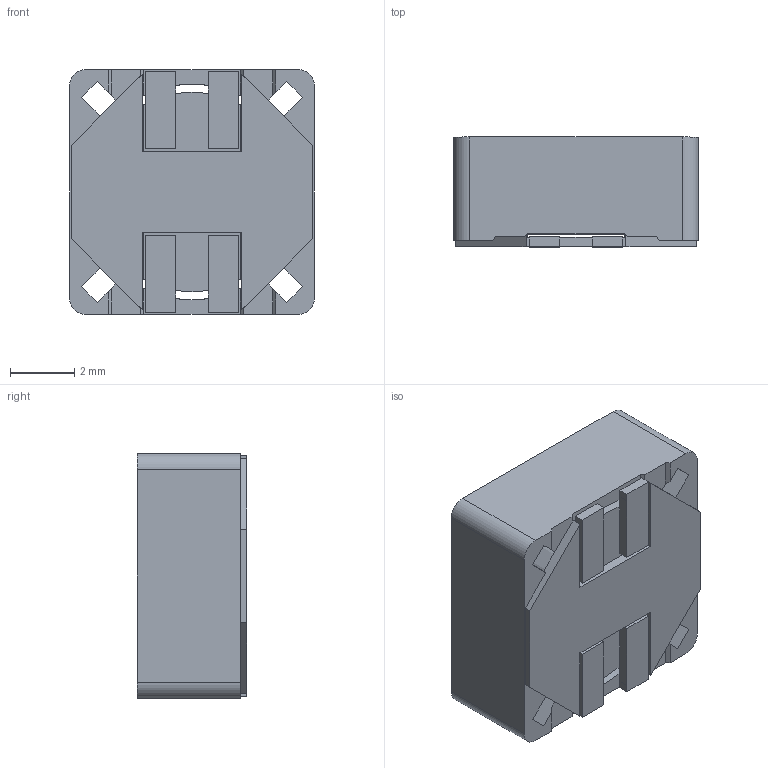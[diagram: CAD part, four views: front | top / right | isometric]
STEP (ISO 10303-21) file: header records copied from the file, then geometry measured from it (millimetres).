
FILE_DESCRIPTION((''),'2;1');
FILE_NAME('SRF0703','2012-08-01T',('ryans'),('Bourns, Inc.'),'PRO/ENGINEER BY PARAMETRIC TECHNOLOGY CORPORATION, 2010100','PRO/ENGINEER BY PARAMETRIC TECHNOLOGY CORPORATION, 2010100','');
FILE_SCHEMA(('CONFIG_CONTROL_DESIGN'));
Length unit declared in the file: millimetre
Products named in the file (1): SRF0703
Bounding box: 7.6 x 3.4 x 7.6 mm (x, y, z)
Volume: 163 mm3; surface area: 406.1 mm2
Topology: 5 solids, 5 shells, 95 faces, 282 edges, 184 vertices
Faces by surface type: plane 85, cylinder 10
Entity records: 3187 total; most frequent: CARTESIAN_POINT 566, ORIENTED_EDGE 564, DIRECTION 500, EDGE_CURVE 282, VECTOR 246, LINE 246, VERTEX_POINT 184, AXIS2_PLACEMENT_3D 127
